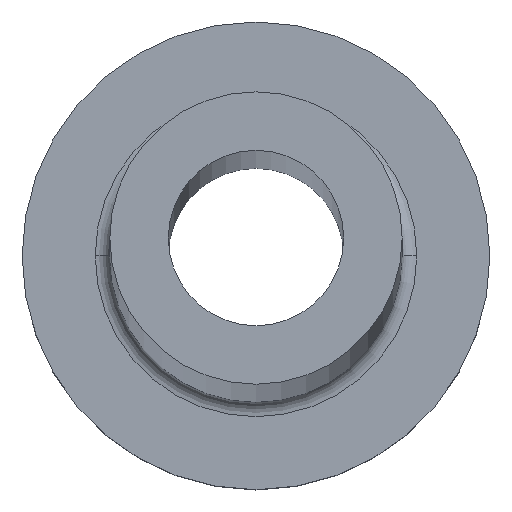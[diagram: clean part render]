
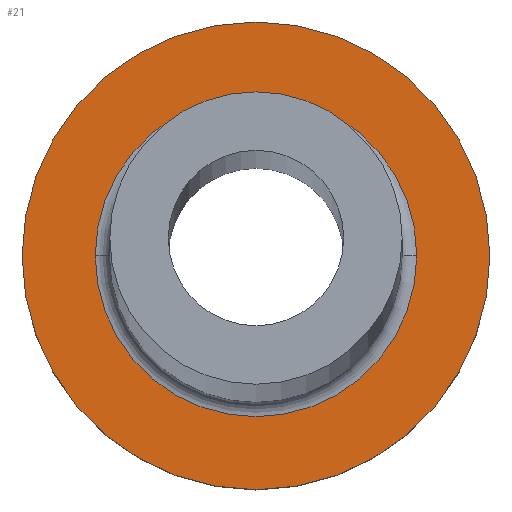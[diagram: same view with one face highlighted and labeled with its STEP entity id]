
A CAD part, top view. The second image highlights one B-rep face of the part: STEP entity #21.
In plain terms, the highlighted planar face has unit normal (0, 0, 1).
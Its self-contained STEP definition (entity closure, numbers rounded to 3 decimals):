
#1 = FACE_BOUND ( 'NONE', #304, .T. ) ;
#16 = ORIENTED_EDGE ( 'NONE', *, *, #59, .T. ) ;
#21 = ADVANCED_FACE ( 'NONE', ( #1, #232 ), #290, .T. ) ;
#22 = ORIENTED_EDGE ( 'NONE', *, *, #352, .T. ) ;
#24 = CARTESIAN_POINT ( 'NONE',  ( -8., 0., 5. ) ) ;
#50 = CARTESIAN_POINT ( 'NONE',  ( 0., 0., 5. ) ) ;
#59 = EDGE_CURVE ( 'NONE', #321, #371, #112, .T. ) ;
#68 = CARTESIAN_POINT ( 'NONE',  ( -5.5, 0., 5. ) ) ;
#74 = DIRECTION ( 'NONE',  ( 1., 0., 0. ) ) ;
#78 = EDGE_CURVE ( 'NONE', #371, #321, #380, .T. ) ;
#81 = AXIS2_PLACEMENT_3D ( 'NONE', #241, #171, #361 ) ;
#91 = AXIS2_PLACEMENT_3D ( 'NONE', #322, #203, #239 ) ;
#104 = VERTEX_POINT ( 'NONE', #24 ) ;
#105 = DIRECTION ( 'NONE',  ( 0., 0., 1. ) ) ;
#112 = CIRCLE ( 'NONE', #81, 5.5 ) ;
#119 = DIRECTION ( 'NONE',  ( 0., 0., 1. ) ) ;
#124 = CARTESIAN_POINT ( 'NONE',  ( 0., 0., 5. ) ) ;
#125 = VERTEX_POINT ( 'NONE', #173 ) ;
#137 = CARTESIAN_POINT ( 'NONE',  ( 0., 0., 5. ) ) ;
#138 = AXIS2_PLACEMENT_3D ( 'NONE', #137, #188, #313 ) ;
#145 = ORIENTED_EDGE ( 'NONE', *, *, #377, .T. ) ;
#153 = DIRECTION ( 'NONE',  ( 1., 0., 0. ) ) ;
#171 = DIRECTION ( 'NONE',  ( 0., 0., -1. ) ) ;
#173 = CARTESIAN_POINT ( 'NONE',  ( 8., 0., 5. ) ) ;
#188 = DIRECTION ( 'NONE',  ( 0., 0., 1. ) ) ;
#203 = DIRECTION ( 'NONE',  ( 0., 0., -1. ) ) ;
#219 = EDGE_LOOP ( 'NONE', ( #145, #22 ) ) ;
#223 = CIRCLE ( 'NONE', #374, 8. ) ;
#232 = FACE_OUTER_BOUND ( 'NONE', #219, .T. ) ;
#239 = DIRECTION ( 'NONE',  ( 1., 0., 0. ) ) ;
#241 = CARTESIAN_POINT ( 'NONE',  ( 0., 0., 5. ) ) ;
#270 = ORIENTED_EDGE ( 'NONE', *, *, #78, .T. ) ;
#281 = CIRCLE ( 'NONE', #138, 8. ) ;
#290 = PLANE ( 'NONE',  #329 ) ;
#304 = EDGE_LOOP ( 'NONE', ( #270, #16 ) ) ;
#313 = DIRECTION ( 'NONE',  ( 1., 0., 0. ) ) ;
#321 = VERTEX_POINT ( 'NONE', #68 ) ;
#322 = CARTESIAN_POINT ( 'NONE',  ( 0., 0., 5. ) ) ;
#329 = AXIS2_PLACEMENT_3D ( 'NONE', #124, #119, #153 ) ;
#341 = CARTESIAN_POINT ( 'NONE',  ( 5.5, 0., 5. ) ) ;
#352 = EDGE_CURVE ( 'NONE', #125, #104, #281, .T. ) ;
#361 = DIRECTION ( 'NONE',  ( 1., 0., 0. ) ) ;
#371 = VERTEX_POINT ( 'NONE', #341 ) ;
#374 = AXIS2_PLACEMENT_3D ( 'NONE', #50, #105, #74 ) ;
#377 = EDGE_CURVE ( 'NONE', #104, #125, #223, .T. ) ;
#380 = CIRCLE ( 'NONE', #91, 5.5 ) ;
